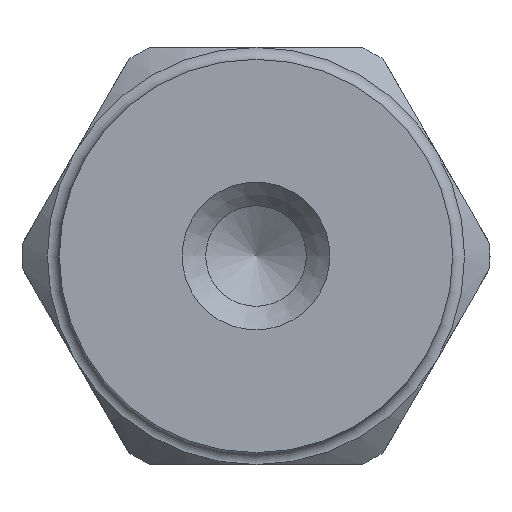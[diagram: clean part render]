
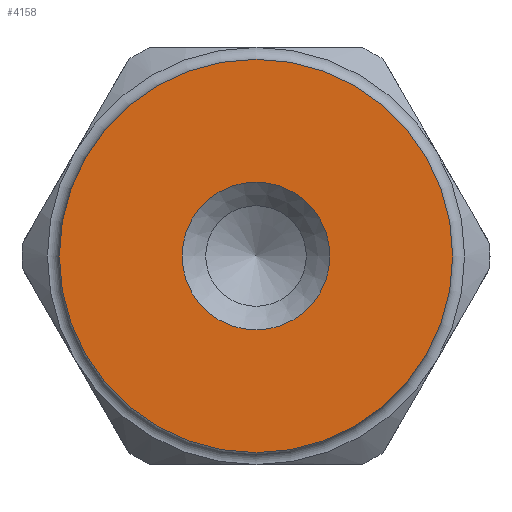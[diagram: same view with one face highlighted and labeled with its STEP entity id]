
A CAD part, front view. The second image highlights one B-rep face of the part: STEP entity #4158.
In plain terms, the highlighted planar face has unit normal (0, -1, 0).
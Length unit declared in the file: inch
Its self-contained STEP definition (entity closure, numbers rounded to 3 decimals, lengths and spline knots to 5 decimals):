
#236=FACE_BOUND('',#1156,.T.);
#704=FACE_OUTER_BOUND('',#1155,.T.);
#1155=EDGE_LOOP('',(#3497));
#1156=EDGE_LOOP('',(#3498));
#1684=CIRCLE('',#4588,0.155);
#1706=CIRCLE('',#4634,0.4125);
#2036=VERTEX_POINT('',#11042);
#2070=VERTEX_POINT('',#11188);
#2494=EDGE_CURVE('',#2036,#2036,#1684,.T.);
#2546=EDGE_CURVE('',#2070,#2070,#1706,.T.);
#3497=ORIENTED_EDGE('',*,*,#2546,.T.);
#3498=ORIENTED_EDGE('',*,*,#2494,.T.);
#3633=PLANE('',#4636);
#4158=ADVANCED_FACE('',(#704,#236),#3633,.F.);
#4588=AXIS2_PLACEMENT_3D('',#11043,#5636,#5637);
#4634=AXIS2_PLACEMENT_3D('',#11189,#5740,#5741);
#4636=AXIS2_PLACEMENT_3D('',#11191,#5744,#5745);
#5636=DIRECTION('center_axis',(0.,1.,0.));
#5637=DIRECTION('ref_axis',(1.,0.,0.));
#5740=DIRECTION('center_axis',(0.,-1.,0.));
#5741=DIRECTION('ref_axis',(1.,0.,0.));
#5744=DIRECTION('center_axis',(0.,1.,0.));
#5745=DIRECTION('ref_axis',(0.,0.,1.));
#11042=CARTESIAN_POINT('',(0.155,-0.9,0.));
#11043=CARTESIAN_POINT('Origin',(0.,-0.9,0.));
#11188=CARTESIAN_POINT('',(0.4125,-0.9,0.));
#11189=CARTESIAN_POINT('Origin',(0.,-0.9,0.));
#11191=CARTESIAN_POINT('Origin',(0.,-0.9,0.));
